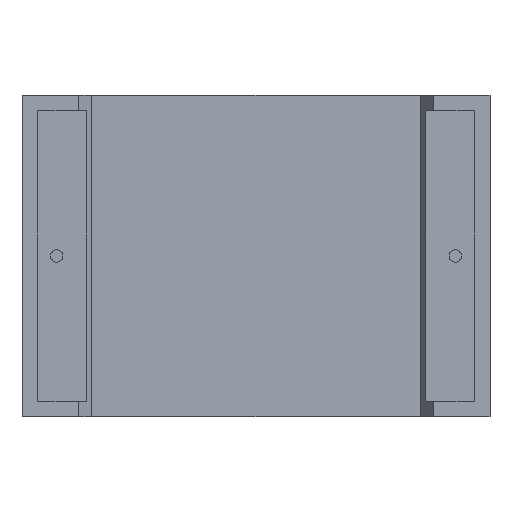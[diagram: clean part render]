
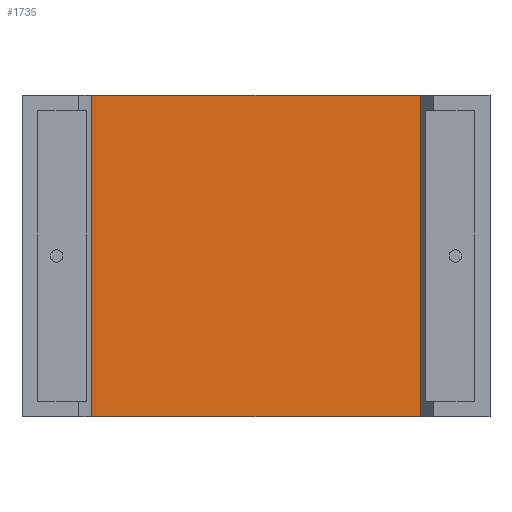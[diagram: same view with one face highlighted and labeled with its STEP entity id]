
A CAD part, front view. The second image highlights one B-rep face of the part: STEP entity #1735.
In plain terms, the highlighted planar face has unit normal (0, -1, 0).
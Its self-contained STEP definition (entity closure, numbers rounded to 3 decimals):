
#4 = LINE ( 'NONE', #660, #1216 ) ;
#6 = DIRECTION ( 'NONE',  ( 0., 0., 1. ) ) ;
#56 = CARTESIAN_POINT ( 'NONE',  ( 16.15, 1.279, 0. ) ) ;
#218 = DIRECTION ( 'NONE',  ( -1., 0., 0. ) ) ;
#292 = CARTESIAN_POINT ( 'NONE',  ( 4.797, 1.279, 0. ) ) ;
#367 = VERTEX_POINT ( 'NONE', #292 ) ;
#424 = AXIS2_PLACEMENT_3D ( 'NONE', #56, #997, #218 ) ;
#462 = EDGE_CURVE ( 'NONE', #2376, #367, #1754, .T. ) ;
#638 = CARTESIAN_POINT ( 'NONE',  ( 16.15, 1.279, 22.2 ) ) ;
#660 = CARTESIAN_POINT ( 'NONE',  ( 27.503, 1.279, 0. ) ) ;
#679 = DIRECTION ( 'NONE',  ( 0., 0., 1. ) ) ;
#745 = DIRECTION ( 'NONE',  ( -1., 0., 0. ) ) ;
#914 = VECTOR ( 'NONE', #2670, 1000. ) ;
#954 = CARTESIAN_POINT ( 'NONE',  ( 4.797, 1.279, 22.2 ) ) ;
#963 = VECTOR ( 'NONE', #745, 1000. ) ;
#997 = DIRECTION ( 'NONE',  ( 0., 1., 0. ) ) ;
#1173 = CARTESIAN_POINT ( 'NONE',  ( 4.797, 1.279, 0. ) ) ;
#1216 = VECTOR ( 'NONE', #679, 1000. ) ;
#1262 = LINE ( 'NONE', #638, #963 ) ;
#1339 = EDGE_CURVE ( 'NONE', #1423, #2919, #1262, .T. ) ;
#1388 = FACE_OUTER_BOUND ( 'NONE', #2698, .T. ) ;
#1403 = PLANE ( 'NONE',  #424 ) ;
#1414 = LINE ( 'NONE', #1173, #2402 ) ;
#1423 = VERTEX_POINT ( 'NONE', #2270 ) ;
#1735 = ADVANCED_FACE ( 'NONE', ( #1388 ), #1403, .F. ) ;
#1754 = LINE ( 'NONE', #2957, #914 ) ;
#1836 = ORIENTED_EDGE ( 'NONE', *, *, #462, .F. ) ;
#2039 = EDGE_CURVE ( 'NONE', #2376, #1423, #4, .T. ) ;
#2270 = CARTESIAN_POINT ( 'NONE',  ( 27.503, 1.279, 22.2 ) ) ;
#2341 = CARTESIAN_POINT ( 'NONE',  ( 27.503, 1.279, 0. ) ) ;
#2376 = VERTEX_POINT ( 'NONE', #2341 ) ;
#2402 = VECTOR ( 'NONE', #6, 1000. ) ;
#2538 = ORIENTED_EDGE ( 'NONE', *, *, #1339, .T. ) ;
#2585 = ORIENTED_EDGE ( 'NONE', *, *, #2979, .F. ) ;
#2670 = DIRECTION ( 'NONE',  ( -1., 0., 0. ) ) ;
#2698 = EDGE_LOOP ( 'NONE', ( #2538, #2585, #1836, #2750 ) ) ;
#2750 = ORIENTED_EDGE ( 'NONE', *, *, #2039, .T. ) ;
#2919 = VERTEX_POINT ( 'NONE', #954 ) ;
#2957 = CARTESIAN_POINT ( 'NONE',  ( 16.15, 1.279, 0. ) ) ;
#2979 = EDGE_CURVE ( 'NONE', #367, #2919, #1414, .T. ) ;
